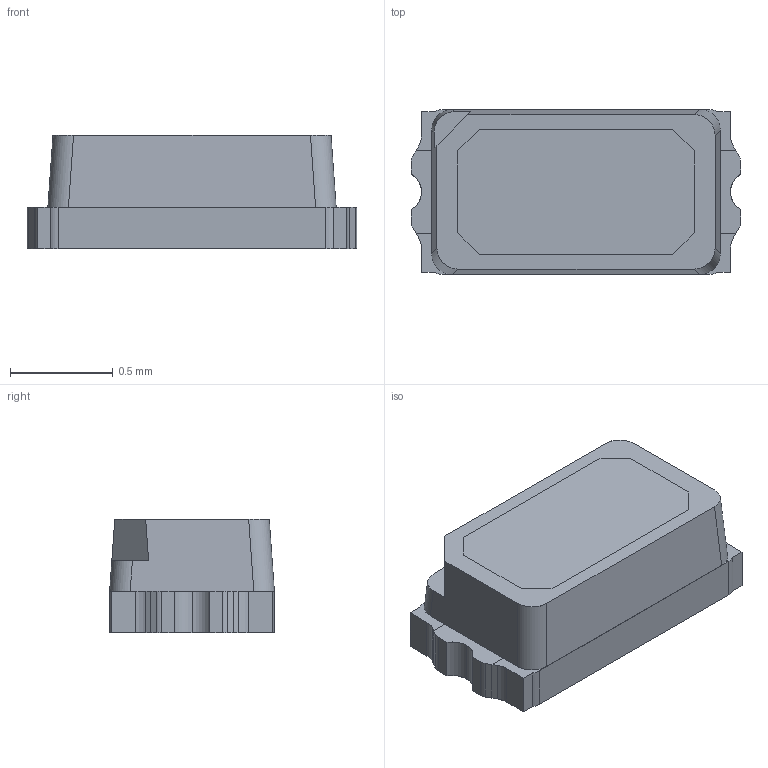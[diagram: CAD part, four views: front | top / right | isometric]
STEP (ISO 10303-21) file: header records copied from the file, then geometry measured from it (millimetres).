
FILE_DESCRIPTION (( 'STEP AP214' ), '1' );
FILE_NAME ('AA1608LZGSK-295V.STEP', '2025-01-15T05:03:42', ( '' ), ( '' ), 'SwSTEP 2.0', 'SolidWorks 2023', '' );
FILE_SCHEMA (( 'AUTOMOTIVE_DESIGN' ));
Length unit declared in the file: millimetre
Products named in the file (1): AA1608LZGSK-295V
Bounding box: 1.6 x 0.8 x 0.55 mm (x, y, z)
Surface area: 10.6 mm2 (no closed solid volume)
Topology: 0 solids, 132 shells, 135 faces, 709 edges, 706 vertices
Faces by surface type: plane 94, cylinder 41
Entity records: 7327 total; most frequent: CARTESIAN_POINT 1827, DIRECTION 987, ORIENTED_EDGE 712, EDGE_CURVE 709, VERTEX_POINT 706, LINE 567, VECTOR 567, AXIS2_PLACEMENT_3D 210
